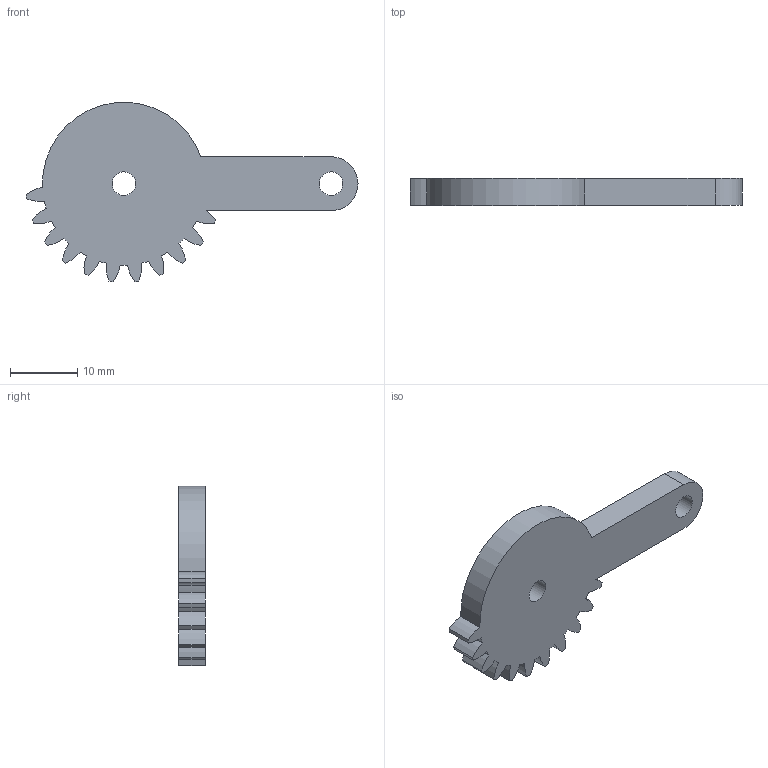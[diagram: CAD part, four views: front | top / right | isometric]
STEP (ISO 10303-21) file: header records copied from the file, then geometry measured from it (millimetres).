
FILE_DESCRIPTION(/* description */ ('STEP AP214'),/* implementation_level */ '2;1');
FILE_NAME(/* name */ '6772cf9029831b771dc83556',/* time_stamp */ '2024-12-30T16:51:30Z',/* author */ (''),/* organization */ (''),/* preprocessor_version */ 'ST-DEVELOPER v20',/* originating_system */ 'ONSHAPE BY PTC INC, 1.191',/* authorisation */ ' ');
FILE_SCHEMA (('AUTOMOTIVE_DESIGN {1 0 10303 214 3 1 1}'));
Length unit declared in the file: metre
Products named in the file (1): Gear 1
Bounding box: 49.29 x 4 x 26.61 mm (x, y, z)
Volume: 2641.6 mm3; surface area: 2054.2 mm2
Topology: 1 solids, 1 shells, 51 faces, 147 edges, 98 vertices
Faces by surface type: cylinder 47, plane 4
Full cylindrical faces by diameter (mm): 3.5 x2
Entity records: 1763 total; most frequent: DIRECTION 343, CARTESIAN_POINT 295, ORIENTED_EDGE 290, AXIS2_PLACEMENT_3D 146, EDGE_CURVE 145, VERTEX_POINT 98, CIRCLE 94, EDGE_LOOP 57
